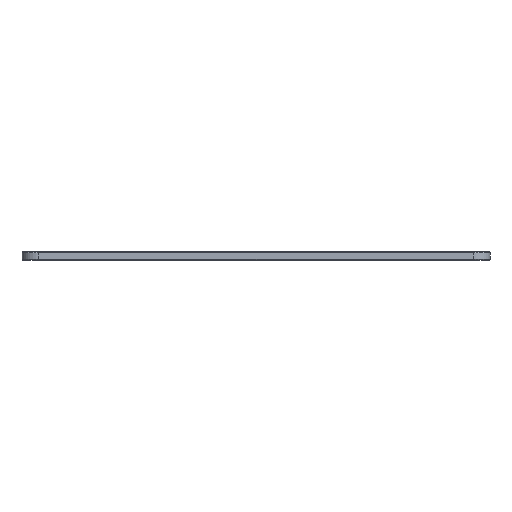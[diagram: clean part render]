
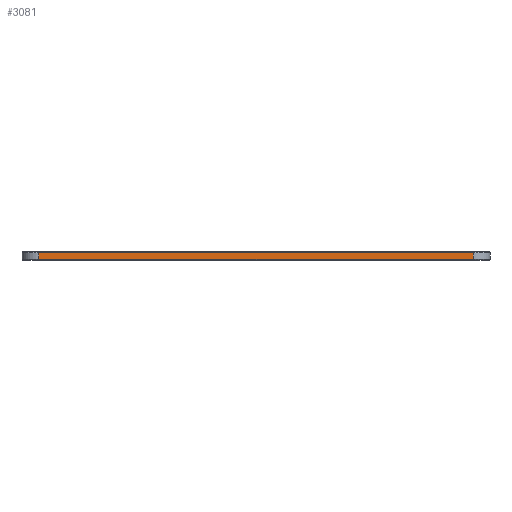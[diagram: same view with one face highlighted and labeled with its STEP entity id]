
A CAD part, left-side view. The second image highlights one B-rep face of the part: STEP entity #3081.
In plain terms, the highlighted planar face has unit normal (-1, 0, 0).
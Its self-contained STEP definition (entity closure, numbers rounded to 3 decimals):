
#101 = PLANE('',#102);
#102 = AXIS2_PLACEMENT_3D('',#103,#104,#105);
#103 = CARTESIAN_POINT('',(-6.1,162.5,0.15));
#104 = DIRECTION('',(0.707,0.,0.707));
#105 = DIRECTION('',(0.,-1.,0.));
#1166 = VERTEX_POINT('',#1167);
#1167 = CARTESIAN_POINT('',(-6.25,162.5,0.3));
#1182 = CYLINDRICAL_SURFACE('',#1183,6.25);
#1183 = AXIS2_PLACEMENT_3D('',#1184,#1185,#1186);
#1184 = CARTESIAN_POINT('',(0.,162.5,0.));
#1185 = DIRECTION('',(-0.,-0.,-1.));
#1186 = DIRECTION('',(1.,0.,0.));
#1275 = EDGE_CURVE('',#1166,#1276,#1278,.T.);
#1276 = VERTEX_POINT('',#1277);
#1277 = CARTESIAN_POINT('',(-6.25,0.,0.3));
#1278 = SURFACE_CURVE('',#1279,(#1283,#1290),.PCURVE_S1.);
#1279 = LINE('',#1280,#1281);
#1280 = CARTESIAN_POINT('',(-6.25,162.5,0.3));
#1281 = VECTOR('',#1282,1.);
#1282 = DIRECTION('',(-0.,-1.,-0.));
#1283 = PCURVE('',#101,#1284);
#1284 = DEFINITIONAL_REPRESENTATION('',(#1285),#1289);
#1285 = LINE('',#1286,#1287);
#1286 = CARTESIAN_POINT('',(0.,-0.212));
#1287 = VECTOR('',#1288,1.);
#1288 = DIRECTION('',(1.,0.));
#1289 = ( GEOMETRIC_REPRESENTATION_CONTEXT(2) 
PARAMETRIC_REPRESENTATION_CONTEXT() REPRESENTATION_CONTEXT('2D SPACE',''
  ) );
#1290 = PCURVE('',#1291,#1296);
#1291 = PLANE('',#1292);
#1292 = AXIS2_PLACEMENT_3D('',#1293,#1294,#1295);
#1293 = CARTESIAN_POINT('',(-6.25,0.,0.));
#1294 = DIRECTION('',(-1.,0.,0.));
#1295 = DIRECTION('',(0.,1.,0.));
#1296 = DEFINITIONAL_REPRESENTATION('',(#1297),#1301);
#1297 = LINE('',#1298,#1299);
#1298 = CARTESIAN_POINT('',(162.5,-0.3));
#1299 = VECTOR('',#1300,1.);
#1300 = DIRECTION('',(-1.,0.));
#1301 = ( GEOMETRIC_REPRESENTATION_CONTEXT(2) 
PARAMETRIC_REPRESENTATION_CONTEXT() REPRESENTATION_CONTEXT('2D SPACE',''
  ) );
#1398 = CYLINDRICAL_SURFACE('',#1399,6.25);
#1399 = AXIS2_PLACEMENT_3D('',#1400,#1401,#1402);
#1400 = CARTESIAN_POINT('',(0.,0.,0.));
#1401 = DIRECTION('',(-0.,-0.,-1.));
#1402 = DIRECTION('',(1.,0.,0.));
#2977 = VERTEX_POINT('',#2978);
#2978 = CARTESIAN_POINT('',(-6.25,162.5,2.825));
#3005 = EDGE_CURVE('',#1166,#2977,#3006,.T.);
#3006 = SURFACE_CURVE('',#3007,(#3011,#3018),.PCURVE_S1.);
#3007 = LINE('',#3008,#3009);
#3008 = CARTESIAN_POINT('',(-6.25,162.5,0.));
#3009 = VECTOR('',#3010,1.);
#3010 = DIRECTION('',(0.,0.,1.));
#3011 = PCURVE('',#1182,#3012);
#3012 = DEFINITIONAL_REPRESENTATION('',(#3013),#3017);
#3013 = LINE('',#3014,#3015);
#3014 = CARTESIAN_POINT('',(-3.142,0.));
#3015 = VECTOR('',#3016,1.);
#3016 = DIRECTION('',(-0.,-1.));
#3017 = ( GEOMETRIC_REPRESENTATION_CONTEXT(2) 
PARAMETRIC_REPRESENTATION_CONTEXT() REPRESENTATION_CONTEXT('2D SPACE',''
  ) );
#3018 = PCURVE('',#1291,#3019);
#3019 = DEFINITIONAL_REPRESENTATION('',(#3020),#3024);
#3020 = LINE('',#3021,#3022);
#3021 = CARTESIAN_POINT('',(162.5,0.));
#3022 = VECTOR('',#3023,1.);
#3023 = DIRECTION('',(0.,-1.));
#3024 = ( GEOMETRIC_REPRESENTATION_CONTEXT(2) 
PARAMETRIC_REPRESENTATION_CONTEXT() REPRESENTATION_CONTEXT('2D SPACE',''
  ) );
#3081 = ADVANCED_FACE('',(#3082),#1291,.T.);
#3082 = FACE_BOUND('',#3083,.T.);
#3083 = EDGE_LOOP('',(#3084,#3107,#3133,#3134));
#3084 = ORIENTED_EDGE('',*,*,#3085,.T.);
#3085 = EDGE_CURVE('',#1276,#3086,#3088,.T.);
#3086 = VERTEX_POINT('',#3087);
#3087 = CARTESIAN_POINT('',(-6.25,0.,2.825));
#3088 = SURFACE_CURVE('',#3089,(#3093,#3100),.PCURVE_S1.);
#3089 = LINE('',#3090,#3091);
#3090 = CARTESIAN_POINT('',(-6.25,0.,0.));
#3091 = VECTOR('',#3092,1.);
#3092 = DIRECTION('',(0.,0.,1.));
#3093 = PCURVE('',#1291,#3094);
#3094 = DEFINITIONAL_REPRESENTATION('',(#3095),#3099);
#3095 = LINE('',#3096,#3097);
#3096 = CARTESIAN_POINT('',(0.,0.));
#3097 = VECTOR('',#3098,1.);
#3098 = DIRECTION('',(0.,-1.));
#3099 = ( GEOMETRIC_REPRESENTATION_CONTEXT(2) 
PARAMETRIC_REPRESENTATION_CONTEXT() REPRESENTATION_CONTEXT('2D SPACE',''
  ) );
#3100 = PCURVE('',#1398,#3101);
#3101 = DEFINITIONAL_REPRESENTATION('',(#3102),#3106);
#3102 = LINE('',#3103,#3104);
#3103 = CARTESIAN_POINT('',(-3.142,0.));
#3104 = VECTOR('',#3105,1.);
#3105 = DIRECTION('',(-0.,-1.));
#3106 = ( GEOMETRIC_REPRESENTATION_CONTEXT(2) 
PARAMETRIC_REPRESENTATION_CONTEXT() REPRESENTATION_CONTEXT('2D SPACE',''
  ) );
#3107 = ORIENTED_EDGE('',*,*,#3108,.F.);
#3108 = EDGE_CURVE('',#2977,#3086,#3109,.T.);
#3109 = SURFACE_CURVE('',#3110,(#3114,#3121),.PCURVE_S1.);
#3110 = LINE('',#3111,#3112);
#3111 = CARTESIAN_POINT('',(-6.25,162.5,2.825));
#3112 = VECTOR('',#3113,1.);
#3113 = DIRECTION('',(-0.,-1.,-0.));
#3114 = PCURVE('',#1291,#3115);
#3115 = DEFINITIONAL_REPRESENTATION('',(#3116),#3120);
#3116 = LINE('',#3117,#3118);
#3117 = CARTESIAN_POINT('',(162.5,-2.825));
#3118 = VECTOR('',#3119,1.);
#3119 = DIRECTION('',(-1.,0.));
#3120 = ( GEOMETRIC_REPRESENTATION_CONTEXT(2) 
PARAMETRIC_REPRESENTATION_CONTEXT() REPRESENTATION_CONTEXT('2D SPACE',''
  ) );
#3121 = PCURVE('',#3122,#3127);
#3122 = PLANE('',#3123);
#3123 = AXIS2_PLACEMENT_3D('',#3124,#3125,#3126);
#3124 = CARTESIAN_POINT('',(-6.1,162.5,2.975));
#3125 = DIRECTION('',(-0.707,0.,0.707));
#3126 = DIRECTION('',(0.,-1.,0.));
#3127 = DEFINITIONAL_REPRESENTATION('',(#3128),#3132);
#3128 = LINE('',#3129,#3130);
#3129 = CARTESIAN_POINT('',(-0.,-0.212));
#3130 = VECTOR('',#3131,1.);
#3131 = DIRECTION('',(1.,0.));
#3132 = ( GEOMETRIC_REPRESENTATION_CONTEXT(2) 
PARAMETRIC_REPRESENTATION_CONTEXT() REPRESENTATION_CONTEXT('2D SPACE',''
  ) );
#3133 = ORIENTED_EDGE('',*,*,#3005,.F.);
#3134 = ORIENTED_EDGE('',*,*,#1275,.T.);
